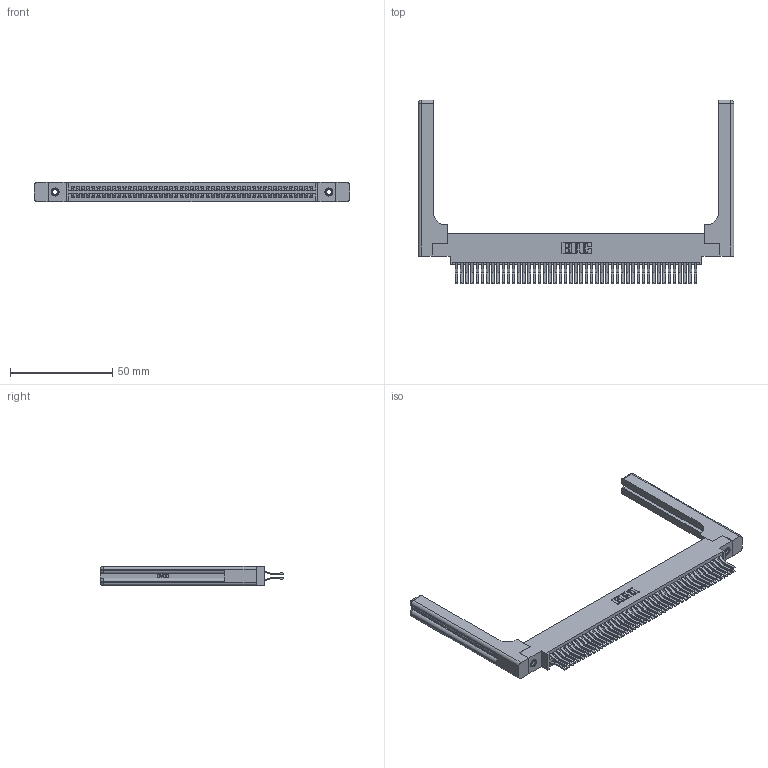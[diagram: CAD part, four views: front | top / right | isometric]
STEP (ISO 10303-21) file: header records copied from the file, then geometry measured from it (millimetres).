
FILE_DESCRIPTION (( 'STEP AP203' ), '1' );
FILE_NAME ('345-094-560-858.STEP', '2019-11-02T06:25:16', ( '' ), ( '' ), 'SwSTEP 2.0', 'SolidWorks 2016', '' );
FILE_SCHEMA (( 'CONFIG_CONTROL_DESIGN' ));
Length unit declared in the file: inch
Products named in the file (5): 345-094-560-858; 345 Part_0.170 Offset - 0.156 Dia-TH; 345-250-001_345-250-001-102; 345-220-058_345-220-058; 345-292-001_560 Tail
Assembly tree (99 placements, depth 2):
  345-094-560-858
    345 Part_0.170 Offset - 0.156 Dia-TH
    345-292-001_560 Tail  x94
    345-250-001_345-250-001-102  x2
    345-220-058_345-220-058  x2
Bounding box: 154.41 x 89.72 x 9.4 mm (x, y, z)
Volume: 24023.5 mm3; surface area: 29866.9 mm2
Topology: 99 solids, 99 shells, 5274 faces, 15589 edges, 10246 vertices
Faces by surface type: plane 3334, cylinder 1880, bspline 36, cone 12, sphere 8, torus 4
Entity records: 41606 total; most frequent: CARTESIAN_POINT 7965, ORIENTED_EDGE 6696, DIRECTION 5952, EDGE_CURVE 3348, LINE 2932, VECTOR 2932, VERTEX_POINT 2222, AXIS2_PLACEMENT_3D 1510
